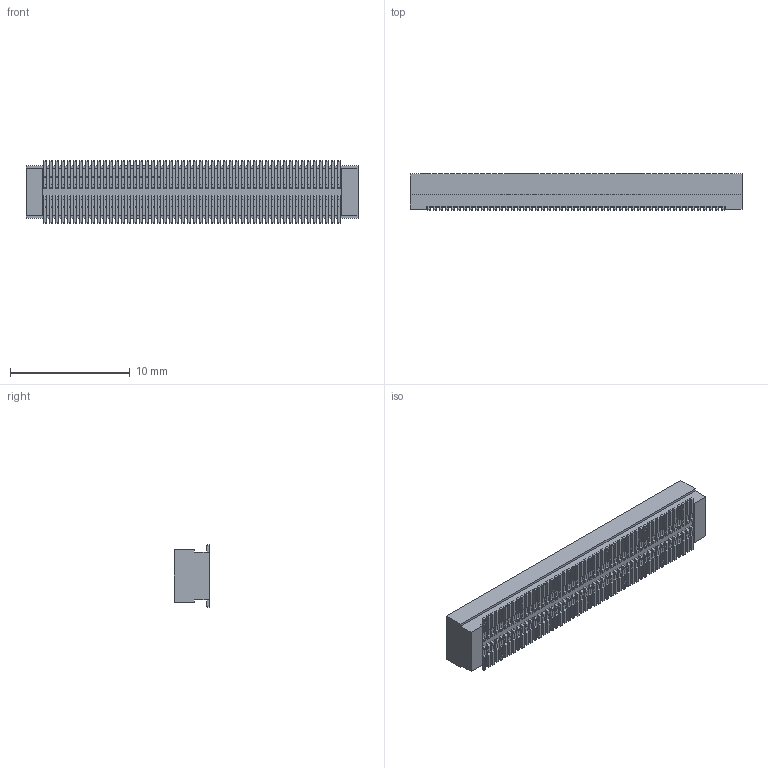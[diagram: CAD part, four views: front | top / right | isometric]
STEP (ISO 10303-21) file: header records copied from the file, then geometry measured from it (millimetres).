
FILE_DESCRIPTION((''),'2;1');
FILE_NAME('ASM0011_ASM','2025-11-26T',('工程三'),(''),'PRO/ENGINEER BY PARAMETRIC TECHNOLOGY CORPORATION, 2010280','PRO/ENGINEER BY PARAMETRIC TECHNOLOGY CORPORATION, 2010280','');
FILE_SCHEMA(('CONFIG_CONTROL_DESIGN'));
Products named in the file (1): ASM0011_ASM
Bounding box: 27.7 x 3 x 5.2 mm (x, y, z)
Volume: 242.4 mm3; surface area: 1277.8 mm2
Topology: 1 solids, 1 shells, 3872 faces, 11096 edges, 7328 vertices
Faces by surface type: plane 3672, cylinder 200
Entity records: 123954 total; most frequent: CARTESIAN_POINT 22296, ORIENTED_EDGE 22192, DIRECTION 19240, EDGE_CURVE 11096, VECTOR 10696, LINE 10696, VERTEX_POINT 7328, AXIS2_PLACEMENT_3D 4272
